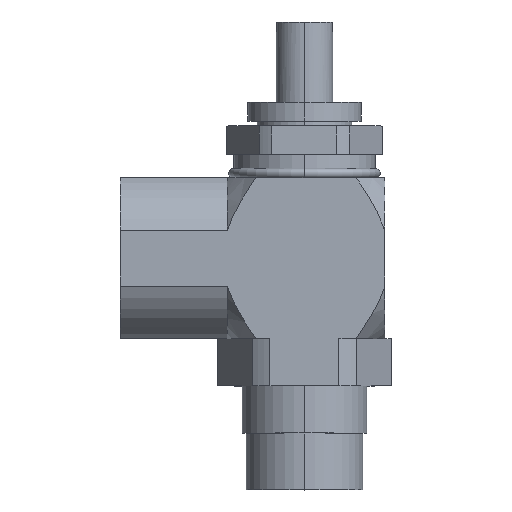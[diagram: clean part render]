
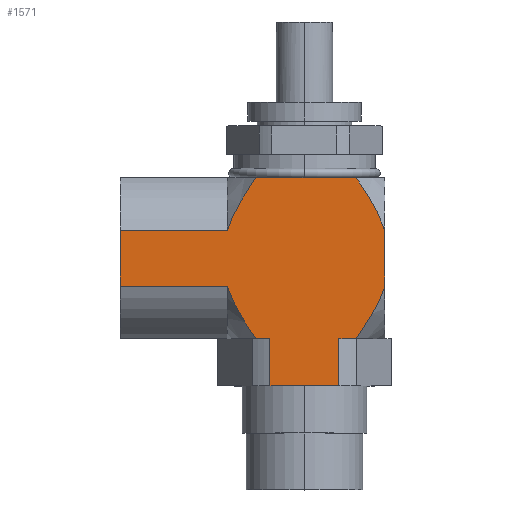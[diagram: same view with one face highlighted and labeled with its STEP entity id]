
A CAD part, top view. The second image highlights one B-rep face of the part: STEP entity #1571.
In plain terms, the highlighted planar face has unit normal (0, 0, 1).
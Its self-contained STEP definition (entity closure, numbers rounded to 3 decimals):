
#9 = EDGE_LOOP ( 'NONE', ( #1489, #2322, #955, #285, #1052, #2083, #1608, #148, #1137, #1198, #1650, #666, #149, #1621 ) ) ;
#32 = EDGE_CURVE ( 'NONE', #1450, #94, #1020, .T. ) ;
#33 = CARTESIAN_POINT ( 'NONE',  ( -8.173, -2.958, 8.5 ) ) ;
#41 = LINE ( 'NONE', #1694, #1493 ) ;
#55 = CARTESIAN_POINT ( 'NONE',  ( -5.152, -8.5, 8.5 ) ) ;
#78 = VECTOR ( 'NONE', #185, 1000. ) ;
#86 = CARTESIAN_POINT ( 'NONE',  ( 3.649, -8.5, 8.5 ) ) ;
#94 = VERTEX_POINT ( 'NONE', #2383 ) ;
#148 = ORIENTED_EDGE ( 'NONE', *, *, #342, .T. ) ;
#149 = ORIENTED_EDGE ( 'NONE', *, *, #1158, .T. ) ;
#185 = DIRECTION ( 'NONE',  ( -1., 0., 0. ) ) ;
#240 = CARTESIAN_POINT ( 'NONE',  ( -5.152, -8.5, 8.5 ) ) ;
#244 = CARTESIAN_POINT ( 'NONE',  ( -8.173, -2.958, 8.5 ) ) ;
#251 = CARTESIAN_POINT ( 'NONE',  ( -5.152, 8.5, 8.5 ) ) ;
#256 = CARTESIAN_POINT ( 'NONE',  ( -3.649, -13.5, 8.5 ) ) ;
#257 = CARTESIAN_POINT ( 'NONE',  ( 7.443, 5.388, 8.5 ) ) ;
#267 = DIRECTION ( 'NONE',  ( 1., 0., 0. ) ) ;
#276 = CARTESIAN_POINT ( 'NONE',  ( 8.132, 3.961, 8.5 ) ) ;
#283 = CARTESIAN_POINT ( 'NONE',  ( 8.334, 3.463, 8.5 ) ) ;
#285 = ORIENTED_EDGE ( 'NONE', *, *, #2396, .T. ) ;
#340 = CARTESIAN_POINT ( 'NONE',  ( -5.761, 7.639, 8.5 ) ) ;
#342 = EDGE_CURVE ( 'NONE', #709, #1667, #2202, .T. ) ;
#345 = CARTESIAN_POINT ( 'NONE',  ( -19.5, -2.958, 8.5 ) ) ;
#350 = VECTOR ( 'NONE', #1580, 1000. ) ;
#363 = CARTESIAN_POINT ( 'NONE',  ( 8.17, -3.963, 8.5 ) ) ;
#385 = EDGE_CURVE ( 'NONE', #607, #1667, #1631, .T. ) ;
#425 = CARTESIAN_POINT ( 'NONE',  ( -7.116, -5.388, 8.5 ) ) ;
#445 = CARTESIAN_POINT ( 'NONE',  ( -7.36, -4.921, 8.5 ) ) ;
#454 = CARTESIAN_POINT ( 'NONE',  ( 7.687, 4.921, 8.5 ) ) ;
#469 = LINE ( 'NONE', #668, #350 ) ;
#528 = PLANE ( 'NONE',  #1913 ) ;
#567 = DIRECTION ( 'NONE',  ( -1., 0., 0. ) ) ;
#569 = CARTESIAN_POINT ( 'NONE',  ( -3.649, -8.5, 8.5 ) ) ;
#576 = VERTEX_POINT ( 'NONE', #622 ) ;
#583 = VERTEX_POINT ( 'NONE', #244 ) ;
#607 = VERTEX_POINT ( 'NONE', #251 ) ;
#622 = CARTESIAN_POINT ( 'NONE',  ( 3.649, -13.5, 8.5 ) ) ;
#627 = DIRECTION ( 'NONE',  ( 0., 1., 0. ) ) ;
#658 = CARTESIAN_POINT ( 'NONE',  ( 6.665, 6.761, 8.5 ) ) ;
#666 = ORIENTED_EDGE ( 'NONE', *, *, #1656, .T. ) ;
#668 = CARTESIAN_POINT ( 'NONE',  ( -19.5, 8.5, 8.5 ) ) ;
#709 = VERTEX_POINT ( 'NONE', #867 ) ;
#738 = CARTESIAN_POINT ( 'NONE',  ( 8.5, -2.958, 8.5 ) ) ;
#752 = DIRECTION ( 'NONE',  ( 0., -1., 0. ) ) ;
#754 = B_SPLINE_CURVE_WITH_KNOTS ( 'NONE', 3,
 ( #33, #1936, #2301, #445, #425, #1002, #1765, #240 ),
 .UNSPECIFIED., .F., .F.,
 ( 4, 2, 2, 4 ),
 ( 0.026, 0.028, 0.029, 0.032 ),
 .UNSPECIFIED. ) ;
#836 = LINE ( 'NONE', #1148, #1082 ) ;
#853 = VERTEX_POINT ( 'NONE', #345 ) ;
#867 = CARTESIAN_POINT ( 'NONE',  ( 8.5, 2.958, 8.5 ) ) ;
#873 = EDGE_CURVE ( 'NONE', #709, #1857, #1568, .T. ) ;
#874 = CARTESIAN_POINT ( 'NONE',  ( -7.843, 3.963, 8.5 ) ) ;
#888 = EDGE_CURVE ( 'NONE', #94, #1857, #1323, .T. ) ;
#893 = CARTESIAN_POINT ( 'NONE',  ( -8.173, 2.958, 8.5 ) ) ;
#925 = CARTESIAN_POINT ( 'NONE',  ( 3.649, -13.5, 8.5 ) ) ;
#933 = LINE ( 'NONE', #256, #1819 ) ;
#944 = CARTESIAN_POINT ( 'NONE',  ( 7.712, -4.913, 8.5 ) ) ;
#955 = ORIENTED_EDGE ( 'NONE', *, *, #1017, .F. ) ;
#960 = LINE ( 'NONE', #925, #78 ) ;
#966 = VERTEX_POINT ( 'NONE', #569 ) ;
#990 = VECTOR ( 'NONE', #752, 1000. ) ;
#1002 = CARTESIAN_POINT ( 'NONE',  ( -6.338, -6.761, 8.5 ) ) ;
#1005 = CARTESIAN_POINT ( 'NONE',  ( 8.5, 2.958, 8.5 ) ) ;
#1017 = EDGE_CURVE ( 'NONE', #576, #2409, #960, .T. ) ;
#1020 = LINE ( 'NONE', #1786, #1564 ) ;
#1052 = ORIENTED_EDGE ( 'NONE', *, *, #32, .T. ) ;
#1074 = CARTESIAN_POINT ( 'NONE',  ( -19.5, 8.5, 8.5 ) ) ;
#1077 = CARTESIAN_POINT ( 'NONE',  ( -19.5, 2.958, 8.5 ) ) ;
#1082 = VECTOR ( 'NONE', #567, 1000. ) ;
#1092 = DIRECTION ( 'NONE',  ( 0., 0., 1. ) ) ;
#1103 = CARTESIAN_POINT ( 'NONE',  ( 5.479, 8.5, 8.5 ) ) ;
#1120 = CARTESIAN_POINT ( 'NONE',  ( 5.479, -8.5, 8.5 ) ) ;
#1131 = CARTESIAN_POINT ( 'NONE',  ( -3.649, -13.5, 8.5 ) ) ;
#1137 = ORIENTED_EDGE ( 'NONE', *, *, #385, .F. ) ;
#1148 = CARTESIAN_POINT ( 'NONE',  ( -24.284, 2.958, 8.5 ) ) ;
#1150 = DIRECTION ( 'NONE',  ( 1., 0., 0. ) ) ;
#1158 = EDGE_CURVE ( 'NONE', #853, #583, #1762, .T. ) ;
#1162 = CARTESIAN_POINT ( 'NONE',  ( -24.284, -2.958, 8.5 ) ) ;
#1198 = ORIENTED_EDGE ( 'NONE', *, *, #2150, .T. ) ;
#1210 = CARTESIAN_POINT ( 'NONE',  ( -19.5, 8.5, 8.5 ) ) ;
#1216 = VERTEX_POINT ( 'NONE', #2087 ) ;
#1237 = EDGE_CURVE ( 'NONE', #2409, #966, #933, .T. ) ;
#1252 = VERTEX_POINT ( 'NONE', #55 ) ;
#1266 = CARTESIAN_POINT ( 'NONE',  ( -6.341, 6.758, 8.5 ) ) ;
#1323 = B_SPLINE_CURVE_WITH_KNOTS ( 'NONE', 3,
 ( #1120, #1713, #2423, #944, #363, #738 ),
 .UNSPECIFIED., .F., .F.,
 ( 4, 2, 4 ),
 ( 0.014, 0.017, 0.02 ),
 .UNSPECIFIED. ) ;
#1332 = VECTOR ( 'NONE', #1150, 1000. ) ;
#1336 = CARTESIAN_POINT ( 'NONE',  ( 8.5, 8.5, 8.5 ) ) ;
#1449 = DIRECTION ( 'NONE',  ( 0., -1., 0. ) ) ;
#1450 = VERTEX_POINT ( 'NONE', #86 ) ;
#1489 = ORIENTED_EDGE ( 'NONE', *, *, #1607, .T. ) ;
#1493 = VECTOR ( 'NONE', #2246, 1000. ) ;
#1513 = CARTESIAN_POINT ( 'NONE',  ( 8.5, -2.958, 8.5 ) ) ;
#1538 = VECTOR ( 'NONE', #1657, 1000. ) ;
#1551 = VERTEX_POINT ( 'NONE', #1077 ) ;
#1564 = VECTOR ( 'NONE', #1958, 1000. ) ;
#1567 = LINE ( 'NONE', #1831, #1538 ) ;
#1568 = LINE ( 'NONE', #1336, #990 ) ;
#1571 = ADVANCED_FACE ( 'NONE', ( #1683 ), #528, .T. ) ;
#1580 = DIRECTION ( 'NONE',  ( 0., -1., 0. ) ) ;
#1607 = EDGE_CURVE ( 'NONE', #1252, #966, #1567, .T. ) ;
#1608 = ORIENTED_EDGE ( 'NONE', *, *, #873, .F. ) ;
#1610 = CARTESIAN_POINT ( 'NONE',  ( 6.087, 7.64, 8.5 ) ) ;
#1621 = ORIENTED_EDGE ( 'NONE', *, *, #1967, .T. ) ;
#1631 = LINE ( 'NONE', #1210, #2444 ) ;
#1650 = ORIENTED_EDGE ( 'NONE', *, *, #1826, .T. ) ;
#1651 = CARTESIAN_POINT ( 'NONE',  ( -5.152, 8.5, 8.5 ) ) ;
#1656 = EDGE_CURVE ( 'NONE', #1551, #853, #469, .T. ) ;
#1657 = DIRECTION ( 'NONE',  ( 1., 0., 0. ) ) ;
#1667 = VERTEX_POINT ( 'NONE', #1103 ) ;
#1683 = FACE_OUTER_BOUND ( 'NONE', #9, .T. ) ;
#1693 = B_SPLINE_CURVE_WITH_KNOTS ( 'NONE', 3,
 ( #1651, #340, #1266, #1814, #874, #893 ),
 .UNSPECIFIED., .F., .F.,
 ( 4, 2, 4 ),
 ( 0.014, 0.017, 0.02 ),
 .UNSPECIFIED. ) ;
#1694 = CARTESIAN_POINT ( 'NONE',  ( 3.649, -13.5, 8.5 ) ) ;
#1713 = CARTESIAN_POINT ( 'NONE',  ( 6.088, -7.639, 8.5 ) ) ;
#1762 = LINE ( 'NONE', #1162, #1332 ) ;
#1765 = CARTESIAN_POINT ( 'NONE',  ( -5.76, -7.64, 8.5 ) ) ;
#1786 = CARTESIAN_POINT ( 'NONE',  ( -19.5, -8.5, 8.5 ) ) ;
#1814 = CARTESIAN_POINT ( 'NONE',  ( -7.385, 4.913, 8.5 ) ) ;
#1819 = VECTOR ( 'NONE', #627, 1000. ) ;
#1826 = EDGE_CURVE ( 'NONE', #1216, #1551, #836, .T. ) ;
#1831 = CARTESIAN_POINT ( 'NONE',  ( -19.5, -8.5, 8.5 ) ) ;
#1857 = VERTEX_POINT ( 'NONE', #1513 ) ;
#1913 = AXIS2_PLACEMENT_3D ( 'NONE', #1074, #1092, #1449 ) ;
#1936 = CARTESIAN_POINT ( 'NONE',  ( -8.007, -3.463, 8.5 ) ) ;
#1938 = CARTESIAN_POINT ( 'NONE',  ( 5.479, 8.5, 8.5 ) ) ;
#1958 = DIRECTION ( 'NONE',  ( 1., 0., 0. ) ) ;
#1967 = EDGE_CURVE ( 'NONE', #583, #1252, #754, .T. ) ;
#2083 = ORIENTED_EDGE ( 'NONE', *, *, #888, .T. ) ;
#2087 = CARTESIAN_POINT ( 'NONE',  ( -8.173, 2.958, 8.5 ) ) ;
#2150 = EDGE_CURVE ( 'NONE', #607, #1216, #1693, .T. ) ;
#2202 = B_SPLINE_CURVE_WITH_KNOTS ( 'NONE', 3,
 ( #1005, #283, #276, #454, #257, #658, #1610, #1938 ),
 .UNSPECIFIED., .F., .F.,
 ( 4, 2, 2, 4 ),
 ( 0.026, 0.028, 0.029, 0.032 ),
 .UNSPECIFIED. ) ;
#2246 = DIRECTION ( 'NONE',  ( 0., 1., 0. ) ) ;
#2301 = CARTESIAN_POINT ( 'NONE',  ( -7.805, -3.961, 8.5 ) ) ;
#2322 = ORIENTED_EDGE ( 'NONE', *, *, #1237, .F. ) ;
#2383 = CARTESIAN_POINT ( 'NONE',  ( 5.479, -8.5, 8.5 ) ) ;
#2396 = EDGE_CURVE ( 'NONE', #576, #1450, #41, .T. ) ;
#2409 = VERTEX_POINT ( 'NONE', #1131 ) ;
#2423 = CARTESIAN_POINT ( 'NONE',  ( 6.668, -6.758, 8.5 ) ) ;
#2444 = VECTOR ( 'NONE', #267, 1000. ) ;
